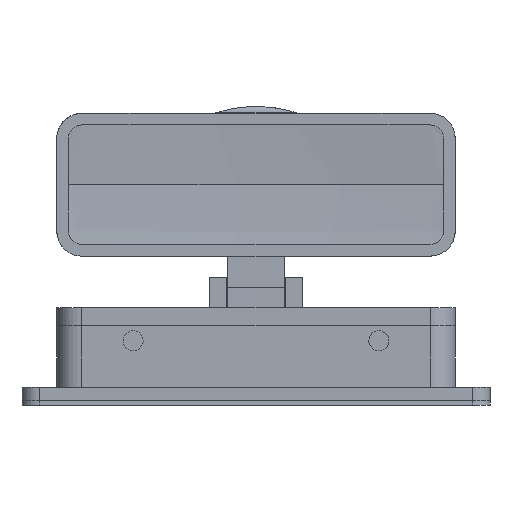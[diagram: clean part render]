
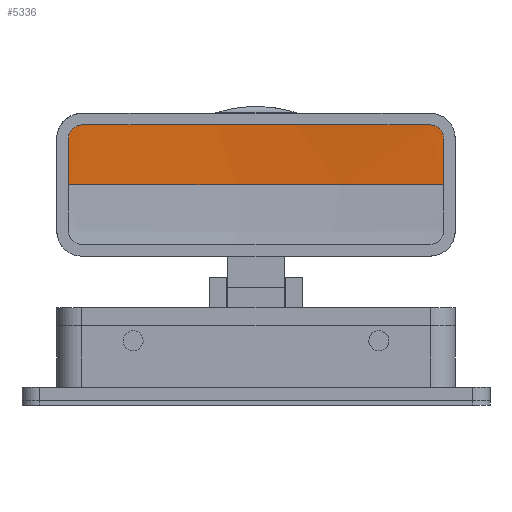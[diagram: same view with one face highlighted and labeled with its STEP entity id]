
A CAD part, left-side view. The second image highlights one B-rep face of the part: STEP entity #5336.
In plain terms, the highlighted face is a revolution surface.
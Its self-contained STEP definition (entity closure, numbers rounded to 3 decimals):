
#4891=CARTESIAN_POINT('Control Point',(72.81,82.41,84.5)) ;
#4892=CARTESIAN_POINT('Control Point',(72.874,77.646,84.5)) ;
#4893=CARTESIAN_POINT('Control Point',(72.906,72.882,84.5)) ;
#4894=CARTESIAN_POINT('Control Point',(72.906,68.118,84.5)) ;
#4895=CARTESIAN_POINT('Control Point',(72.874,63.354,84.5)) ;
#4896=CARTESIAN_POINT('Control Point',(72.81,58.59,84.5)) ;
#4897=CARTESIAN_POINT('Vertex',(72.81,82.41,84.5)) ;
#4899=CARTESIAN_POINT('Vertex',(72.81,58.59,84.5)) ;
#4903=CARTESIAN_POINT('Control Point',(71.34,18.,84.5)) ;
#4904=CARTESIAN_POINT('Control Point',(71.819,26.11,84.5)) ;
#4905=CARTESIAN_POINT('Control Point',(72.206,34.225,84.5)) ;
#4906=CARTESIAN_POINT('Control Point',(72.5,42.345,84.5)) ;
#4907=CARTESIAN_POINT('Control Point',(72.702,50.467,84.5)) ;
#4908=CARTESIAN_POINT('Control Point',(72.81,58.59,84.5)) ;
#4909=CARTESIAN_POINT('Vertex',(71.34,18.,84.5)) ;
#4921=CARTESIAN_POINT('Vertex',(71.34,123.,84.5)) ;
#4925=CARTESIAN_POINT('Control Point',(72.81,82.41,84.5)) ;
#4926=CARTESIAN_POINT('Control Point',(72.702,90.533,84.5)) ;
#4927=CARTESIAN_POINT('Control Point',(72.5,98.655,84.5)) ;
#4928=CARTESIAN_POINT('Control Point',(72.206,106.775,84.5)) ;
#4929=CARTESIAN_POINT('Control Point',(71.819,114.89,84.5)) ;
#4930=CARTESIAN_POINT('Control Point',(71.34,123.,84.5)) ;
#4949=CARTESIAN_POINT('Control Point',(71.34,18.,84.5)) ;
#4950=CARTESIAN_POINT('Control Point',(71.293,17.215,84.5)) ;
#4951=CARTESIAN_POINT('Control Point',(71.272,16.428,84.294)) ;
#4952=CARTESIAN_POINT('Control Point',(71.279,15.726,83.883)) ;
#4953=CARTESIAN_POINT('Control Point',(71.31,15.172,83.328)) ;
#4954=CARTESIAN_POINT('Vertex',(71.31,15.172,83.328)) ;
#4975=CARTESIAN_POINT('Control Point',(71.31,15.172,83.328)) ;
#4976=CARTESIAN_POINT('Control Point',(71.34,14.615,82.772)) ;
#4977=CARTESIAN_POINT('Control Point',(71.394,14.205,82.069)) ;
#4978=CARTESIAN_POINT('Control Point',(71.463,14.,81.284)) ;
#4979=CARTESIAN_POINT('Control Point',(71.539,14.,80.5)) ;
#4980=CARTESIAN_POINT('Vertex',(71.539,14.,80.5)) ;
#5008=CARTESIAN_POINT('Control Point',(71.539,14.,80.5)) ;
#5009=CARTESIAN_POINT('Control Point',(71.81,14.,77.709)) ;
#5010=CARTESIAN_POINT('Control Point',(72.014,14.,74.911)) ;
#5011=CARTESIAN_POINT('Control Point',(72.149,14.,72.109)) ;
#5012=CARTESIAN_POINT('Control Point',(72.217,14.,69.304)) ;
#5013=CARTESIAN_POINT('Control Point',(72.217,14.,66.5)) ;
#5014=CARTESIAN_POINT('Vertex',(72.217,14.,66.5)) ;
#5176=CARTESIAN_POINT('Vertex',(72.217,127.,66.5)) ;
#5180=CARTESIAN_POINT('Control Point',(72.217,127.,66.5)) ;
#5181=CARTESIAN_POINT('Control Point',(72.217,127.,69.304)) ;
#5182=CARTESIAN_POINT('Control Point',(72.149,127.,72.109)) ;
#5183=CARTESIAN_POINT('Control Point',(72.014,127.,74.911)) ;
#5184=CARTESIAN_POINT('Control Point',(71.81,127.,77.709)) ;
#5185=CARTESIAN_POINT('Control Point',(71.539,127.,80.5)) ;
#5186=CARTESIAN_POINT('Vertex',(71.539,127.,80.5)) ;
#5208=CARTESIAN_POINT('Control Point',(71.539,127.,80.5)) ;
#5209=CARTESIAN_POINT('Control Point',(71.463,127.,81.284)) ;
#5210=CARTESIAN_POINT('Control Point',(71.394,126.795,82.069)) ;
#5211=CARTESIAN_POINT('Control Point',(71.34,126.385,82.772)) ;
#5212=CARTESIAN_POINT('Control Point',(71.31,125.828,83.328)) ;
#5213=CARTESIAN_POINT('Vertex',(71.31,125.828,83.328)) ;
#5234=CARTESIAN_POINT('Control Point',(71.31,125.828,83.328)) ;
#5235=CARTESIAN_POINT('Control Point',(71.279,125.274,83.883)) ;
#5236=CARTESIAN_POINT('Control Point',(71.272,124.572,84.294)) ;
#5237=CARTESIAN_POINT('Control Point',(71.293,123.785,84.5)) ;
#5238=CARTESIAN_POINT('Control Point',(71.34,123.,84.5)) ;
#5310=CARTESIAN_POINT('Control Point',(72.21,127.117,66.5)) ;
#5311=CARTESIAN_POINT('Control Point',(74.593,89.46,66.5)) ;
#5312=CARTESIAN_POINT('Control Point',(74.596,51.652,66.5)) ;
#5313=CARTESIAN_POINT('Control Point',(72.217,13.994,66.5)) ;
#5314=CARTESIAN_POINT('Axis1P Location',(-72.5,70.5,66.5)) ;
#5319=CARTESIAN_POINT('Control Point',(72.218,127.,66.5)) ;
#5320=CARTESIAN_POINT('Control Point',(74.593,89.383,66.5)) ;
#5321=CARTESIAN_POINT('Control Point',(74.593,51.617,66.5)) ;
#5322=CARTESIAN_POINT('Control Point',(72.218,14.,66.5)) ;
#5315=DIRECTION('Axis1P Direction',(0.,1.,0.)) ;
#5316=AXIS1_PLACEMENT('Revolution Surface Axis1P',#5314,#5315) ;
#5325=ORIENTED_EDGE('',*,*,#5016,.F.) ;
#5326=ORIENTED_EDGE('',*,*,#4982,.F.) ;
#5327=ORIENTED_EDGE('',*,*,#4956,.F.) ;
#5328=ORIENTED_EDGE('',*,*,#4911,.T.) ;
#5329=ORIENTED_EDGE('',*,*,#4901,.F.) ;
#5330=ORIENTED_EDGE('',*,*,#4931,.T.) ;
#5331=ORIENTED_EDGE('',*,*,#5239,.F.) ;
#5332=ORIENTED_EDGE('',*,*,#5215,.F.) ;
#5333=ORIENTED_EDGE('',*,*,#5188,.F.) ;
#5334=ORIENTED_EDGE('',*,*,#5323,.T.) ;
#5336=ADVANCED_FACE('Housing',(#5335),#5317,.T.) ;
#4890=B_SPLINE_CURVE_WITH_KNOTS('',5,(#4891,#4892,#4893,#4894,#4895,#4896),.UNSPECIFIED.,.F.,.U.,(6,6),(0.,33.688),.UNSPECIFIED.) ;
#4902=B_SPLINE_CURVE_WITH_KNOTS('',5,(#4903,#4904,#4905,#4906,#4907,#4908),.UNSPECIFIED.,.F.,.U.,(6,6),(0.,57.446),.UNSPECIFIED.) ;
#4924=B_SPLINE_CURVE_WITH_KNOTS('',5,(#4925,#4926,#4927,#4928,#4929,#4930),.UNSPECIFIED.,.F.,.U.,(6,6),(0.,57.446),.UNSPECIFIED.) ;
#4948=B_SPLINE_CURVE_WITH_KNOTS('',4,(#4949,#4950,#4951,#4952,#4953),.UNSPECIFIED.,.F.,.U.,(5,5),(0.,4.564),.UNSPECIFIED.) ;
#4974=B_SPLINE_CURVE_WITH_KNOTS('',4,(#4975,#4976,#4977,#4978,#4979),.UNSPECIFIED.,.F.,.U.,(5,5),(0.,4.581),.UNSPECIFIED.) ;
#5007=B_SPLINE_CURVE_WITH_KNOTS('',5,(#5008,#5009,#5010,#5011,#5012,#5013),.UNSPECIFIED.,.F.,.U.,(6,6),(0.,19.845),.UNSPECIFIED.) ;
#5179=B_SPLINE_CURVE_WITH_KNOTS('',5,(#5180,#5181,#5182,#5183,#5184,#5185),.UNSPECIFIED.,.F.,.U.,(6,6),(19.845,39.691),.UNSPECIFIED.) ;
#5207=B_SPLINE_CURVE_WITH_KNOTS('',4,(#5208,#5209,#5210,#5211,#5212),.UNSPECIFIED.,.F.,.U.,(5,5),(0.,4.581),.UNSPECIFIED.) ;
#5233=B_SPLINE_CURVE_WITH_KNOTS('',4,(#5234,#5235,#5236,#5237,#5238),.UNSPECIFIED.,.F.,.U.,(5,5),(0.,4.564),.UNSPECIFIED.) ;
#5309=B_SPLINE_CURVE_WITH_KNOTS('',3,(#5310,#5311,#5312,#5313),.UNSPECIFIED.,.F.,.U.,(4,4),(1356.841,1470.114),.UNSPECIFIED.) ;
#5318=B_SPLINE_CURVE_WITH_KNOTS('',3,(#5319,#5320,#5321,#5322),.UNSPECIFIED.,.F.,.U.,(4,4),(1356.958,1470.108),.UNSPECIFIED.) ;
#4901=EDGE_CURVE('',#4898,#4900,#4890,.T.) ;
#4911=EDGE_CURVE('',#4910,#4900,#4902,.T.) ;
#4931=EDGE_CURVE('',#4898,#4922,#4924,.T.) ;
#4956=EDGE_CURVE('',#4910,#4955,#4948,.T.) ;
#4982=EDGE_CURVE('',#4955,#4981,#4974,.T.) ;
#5016=EDGE_CURVE('',#4981,#5015,#5007,.T.) ;
#5188=EDGE_CURVE('',#5177,#5187,#5179,.T.) ;
#5215=EDGE_CURVE('',#5187,#5214,#5207,.T.) ;
#5239=EDGE_CURVE('',#5214,#4922,#5233,.T.) ;
#5323=EDGE_CURVE('',#5177,#5015,#5318,.T.) ;
#5324=EDGE_LOOP('',(#5325,#5326,#5327,#5328,#5329,#5330,#5331,#5332,#5333,#5334)) ;
#5335=FACE_OUTER_BOUND('',#5324,.T.) ;
#5317=SURFACE_OF_REVOLUTION('Surface of Revolution',#5309,#5316) ;
#4898=VERTEX_POINT('',#4897) ;
#4900=VERTEX_POINT('',#4899) ;
#4910=VERTEX_POINT('',#4909) ;
#4922=VERTEX_POINT('',#4921) ;
#4955=VERTEX_POINT('',#4954) ;
#4981=VERTEX_POINT('',#4980) ;
#5015=VERTEX_POINT('',#5014) ;
#5177=VERTEX_POINT('',#5176) ;
#5187=VERTEX_POINT('',#5186) ;
#5214=VERTEX_POINT('',#5213) ;
